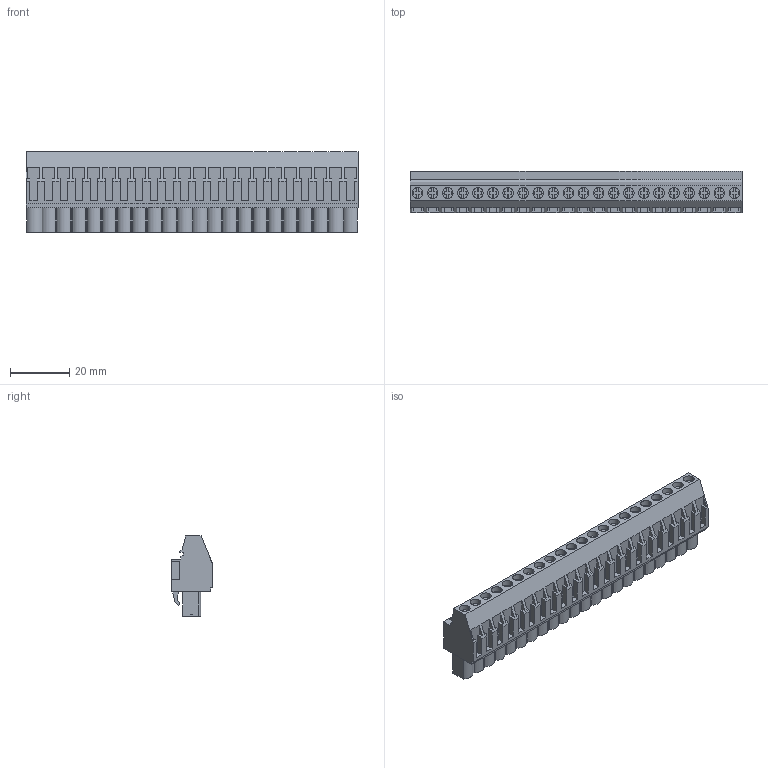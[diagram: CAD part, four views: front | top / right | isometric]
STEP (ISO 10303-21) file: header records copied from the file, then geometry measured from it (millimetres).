
FILE_DESCRIPTION(('CATIA V5 STEP','CAx-IF Rec.Pracs.--- Model Styling and Organization---1.2---2011-12-15'),'2;1');
FILE_NAME ('D1467933_0_1948440000_1948440000.stp','2017-09-08T11:05:08+00:00',('none'),('Weidmueller'),'CATIA Version 5-6 Release 2014','CATIA V5 STEP AP214','none');
FILE_SCHEMA(('AUTOMOTIVE_DESIGN { 1 0 10303 214 1 1 1 1 }'));
Length unit declared in the file: millimetre
Products named in the file (1): 1948440000
Bounding box: 111.76 x 14.1 x 27.2 mm (x, y, z)
Volume: 25434.7 mm3; surface area: 14481.8 mm2
Topology: 23 solids, 23 shells, 1420 faces, 3935 edges, 2652 vertices
Faces by surface type: plane 1222, cylinder 196, extrusion 2
Entity records: 41361 total; most frequent: ORIENTED_EDGE 7870, CARTESIAN_POINT 7384, DIRECTION 5521, EDGE_CURVE 3935, VECTOR 3453, LINE 3451, VERTEX_POINT 2652, EDGE_LOOP 1511
